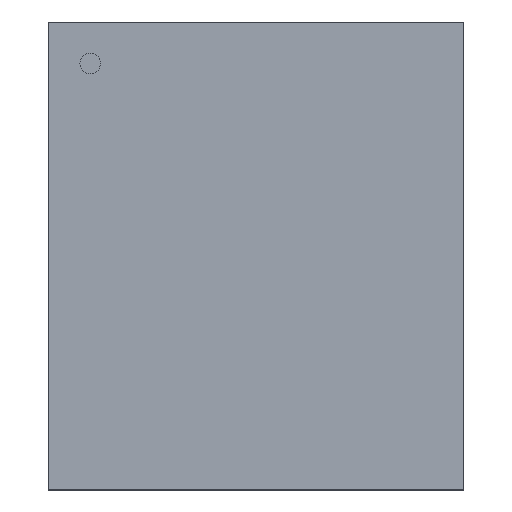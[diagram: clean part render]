
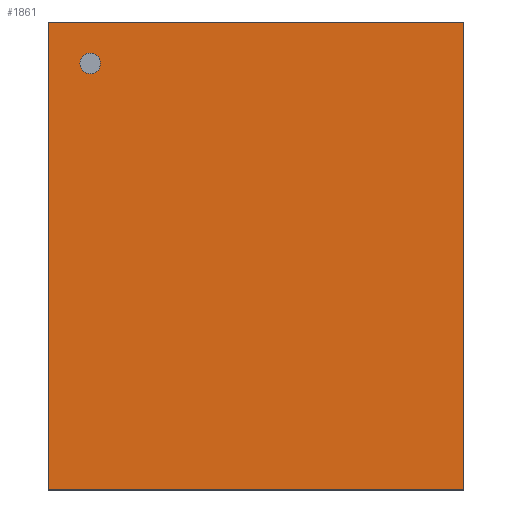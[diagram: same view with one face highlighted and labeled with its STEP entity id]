
A CAD part, top view. The second image highlights one B-rep face of the part: STEP entity #1861.
In plain terms, the highlighted planar face has unit normal (0, 0, 1).
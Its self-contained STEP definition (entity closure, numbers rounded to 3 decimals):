
#1637=CARTESIAN_POINT('',(5.804,-6.553,0.991));
#1636=VERTEX_POINT('',#1637);
#1647=CARTESIAN_POINT('',(-5.804,-6.553,0.991));
#1646=VERTEX_POINT('',#1647);
#1645=EDGE_CURVE('',#1646,#1636,#1650,.T.);
#1650=LINE('',#1647,#1652);
#1652=VECTOR('',#1653,11.608);
#1653=DIRECTION('',(1.0,0.0,0.0));
#1686=CARTESIAN_POINT('',(5.804,6.553,0.991));
#1685=VERTEX_POINT('',#1686);
#1694=EDGE_CURVE('',#1636,#1685,#1699,.T.);
#1699=LINE('',#1637,#1701);
#1701=VECTOR('',#1702,13.106);
#1702=DIRECTION('',(0.0,1.0,0.0));
#1735=CARTESIAN_POINT('',(-5.804,6.553,0.991));
#1734=VERTEX_POINT('',#1735);
#1743=EDGE_CURVE('',#1685,#1734,#1748,.T.);
#1748=LINE('',#1686,#1750);
#1750=VECTOR('',#1751,11.608);
#1751=DIRECTION('',(-1.0,0.0,0.0));
#1792=EDGE_CURVE('',#1734,#1646,#1797,.T.);
#1797=LINE('',#1735,#1799);
#1799=VECTOR('',#1800,13.106);
#1800=DIRECTION('',(0.0,-1.0,0.0));
#1861=ADVANCED_FACE('',(#1867),#1862,.T.);
#1862=PLANE('',#1863);
#1863=AXIS2_PLACEMENT_3D('',#1864,#1865,#1866);
#1864=CARTESIAN_POINT('',(-5.804,-6.553,0.991));
#1865=DIRECTION('',(0.0,0.0,1.0));
#1866=DIRECTION('',(0.,1.,0.));
#1867=FACE_OUTER_BOUND('',#1868,.T.);
#1868=EDGE_LOOP('',(#1869,#1879,#1889,#1899));
#1869=ORIENTED_EDGE('',*,*,#1645,.T.);
#1879=ORIENTED_EDGE('',*,*,#1694,.T.);
#1889=ORIENTED_EDGE('',*,*,#1743,.T.);
#1899=ORIENTED_EDGE('',*,*,#1792,.T.);
